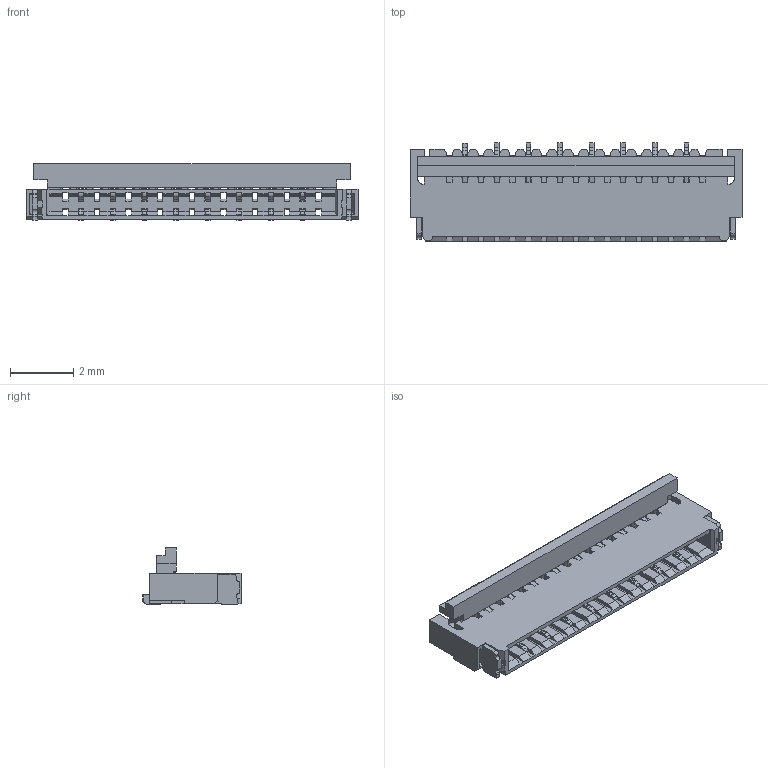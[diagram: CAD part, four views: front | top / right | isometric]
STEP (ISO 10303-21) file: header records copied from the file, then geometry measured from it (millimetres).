
FILE_DESCRIPTION(/* description */ ('Unknown'),/* implementation_level */ '2;1');
FILE_NAME(/* name */ '686108189122',/* time_stamp */ '2021-05-24T11:40:16+02:00',/* author */ ('Unknown'),/* organization */ ('Unknown'),/* preprocessor_version */ 'ST-DEVELOPER v16.7',/* originating_system */ 'Solid Edge',/* authorisation */ 'Unknown');
FILE_SCHEMA (('AUTOMOTIVE_DESIGN {1 0 10303 214 3 1 1}'));
Length unit declared in the file: millimetre
Products named in the file (5): 6861xx189122; 686108189122; 6861xx189122_Pin; 6861xx189122_PadSoud; 686108189122_Cover
Assembly tree (12 placements, depth 2):
  6861xx189122
    686108189122
    6861xx189122_Pin  x8
    6861xx189122_PadSoud  x2
    686108189122_Cover
Bounding box: 10.5 x 3.1 x 1.78 mm (x, y, z)
Volume: 20.9 mm3; surface area: 229 mm2
Topology: 12 solids, 12 shells, 1644 faces, 4988 edges, 3300 vertices
Faces by surface type: plane 1159, cylinder 485
Full cylindrical faces by diameter (mm): 0.44 x2
Entity records: 36254 total; most frequent: ORIENTED_EDGE 6532, CARTESIAN_POINT 6490, DIRECTION 5761, EDGE_CURVE 3266, LINE 2905, VECTOR 2905, VERTEX_POINT 2153, AXIS2_PLACEMENT_3D 1428
